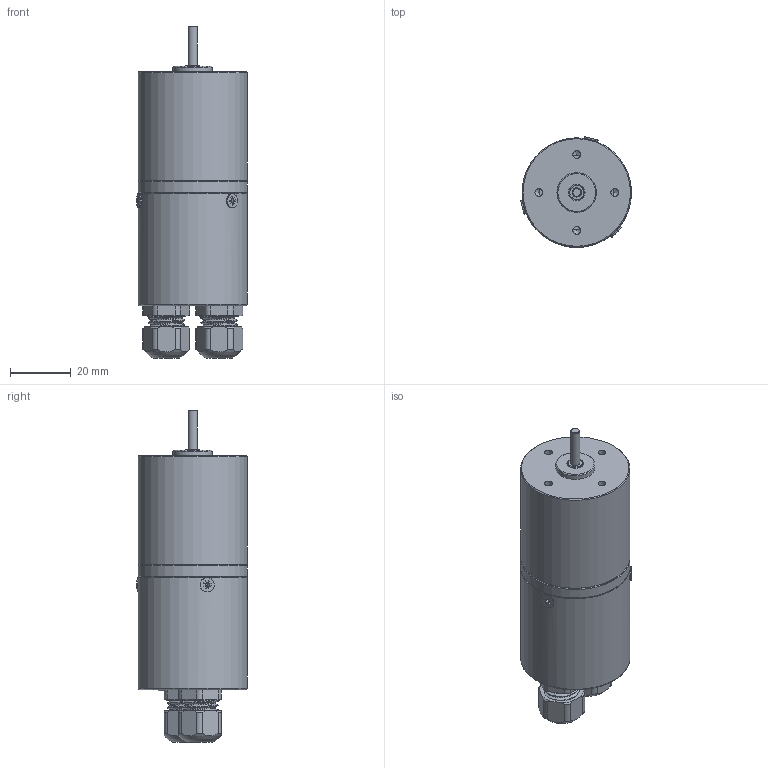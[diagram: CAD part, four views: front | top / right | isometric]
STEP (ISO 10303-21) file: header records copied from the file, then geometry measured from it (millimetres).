
FILE_DESCRIPTION (( 'STEP AP203' ), '1' );
FILE_NAME ('ZMD36BLYS77-24-C00140-B1-7-1C.STEP', '2025-07-07T05:53:09', ( '¼¼Êõ03' ), ( 'HP Inc.' ), 'SwSTEP 2.0', 'SolidWorks 2020', '' );
FILE_SCHEMA (( 'CONFIG_CONTROL_DESIGN' ));
Length unit declared in the file: millimetre
Products named in the file (1): ZMD36BLYS77-24-C00140-B1-7-1C
Bounding box: 36.49 x 36.48 x 109.23 mm (x, y, z)
Volume: 40005.5 mm3; surface area: 28983.5 mm2
Topology: 10 solids, 10 shells, 338 faces, 909 edges, 603 vertices
Faces by surface type: cylinder 101, plane 98, cone 80, bspline 52, torus 6, sphere 1
Full cylindrical faces by diameter (mm): 1.6 x3, 2.05 x7, 2.165 x3, 2.5 x7, 2.9 x4, 3 x3, 4.7 x3, 5 x6, 5.5 x1, 6 x1, 7 x2, 8.2 x2, 8.35 x2, 8.5 x2, 11.6 x1, 13 x3, 16 x2, 24.5 x1, 25 x1, 26 x1, 32 x2, 32.5 x1, 34 x1, 36 x3
Entity records: 21863 total; most frequent: CARTESIAN_POINT 14445, ORIENTED_EDGE 1490, DIRECTION 1332, EDGE_CURVE 745, VERTEX_POINT 560, AXIS2_PLACEMENT_3D 551, EDGE_LOOP 521, FACE_OUTER_BOUND 406
